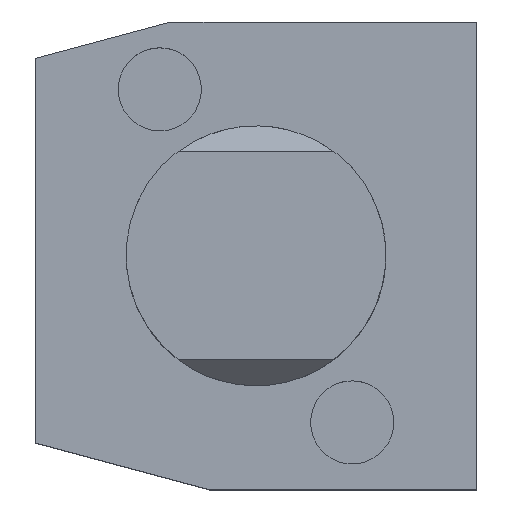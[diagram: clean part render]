
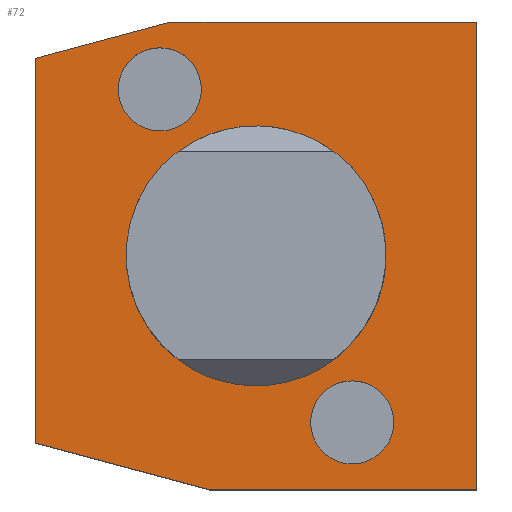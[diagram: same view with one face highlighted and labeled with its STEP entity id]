
A CAD part, top view. The second image highlights one B-rep face of the part: STEP entity #72.
In plain terms, the highlighted planar face has unit normal (0, 0, 1).
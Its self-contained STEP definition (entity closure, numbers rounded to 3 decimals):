
#42=FACE_BOUND('',#175,.T.);
#43=FACE_BOUND('',#176,.T.);
#44=FACE_BOUND('',#177,.T.);
#45=FACE_BOUND('',#178,.T.);
#49=CIRCLE('',#729,8.);
#51=CIRCLE('',#740,8.);
#52=CIRCLE('',#743,25.);
#72=ADVANCED_FACE('',(#42,#43,#44,#45),#106,.F.);
#106=PLANE('',#744);
#175=EDGE_LOOP('',(#426));
#176=EDGE_LOOP('',(#427));
#177=EDGE_LOOP('',(#428));
#178=EDGE_LOOP('',(#429,#430,#431,#432,#433,#434));
#199=LINE('',#956,#279);
#249=LINE('',#1073,#329);
#250=LINE('',#1075,#330);
#251=LINE('',#1077,#331);
#252=LINE('',#1079,#332);
#253=LINE('',#1081,#333);
#279=VECTOR('',#779,1.);
#329=VECTOR('',#871,1.);
#330=VECTOR('',#872,1.);
#331=VECTOR('',#873,1.);
#332=VECTOR('',#874,1.);
#333=VECTOR('',#875,1.);
#426=ORIENTED_EDGE('',*,*,#652,.F.);
#427=ORIENTED_EDGE('',*,*,#621,.F.);
#428=ORIENTED_EDGE('',*,*,#653,.T.);
#429=ORIENTED_EDGE('',*,*,#599,.F.);
#430=ORIENTED_EDGE('',*,*,#654,.F.);
#431=ORIENTED_EDGE('',*,*,#655,.F.);
#432=ORIENTED_EDGE('',*,*,#656,.F.);
#433=ORIENTED_EDGE('',*,*,#657,.F.);
#434=ORIENTED_EDGE('',*,*,#658,.F.);
#538=VERTEX_POINT('',#957);
#539=VERTEX_POINT('',#958);
#559=VERTEX_POINT('',#1005);
#582=VERTEX_POINT('',#1068);
#583=VERTEX_POINT('',#1072);
#584=VERTEX_POINT('',#1074);
#585=VERTEX_POINT('',#1076);
#586=VERTEX_POINT('',#1078);
#587=VERTEX_POINT('',#1080);
#599=EDGE_CURVE('',#538,#539,#199,.T.);
#621=EDGE_CURVE('',#559,#559,#49,.T.);
#652=EDGE_CURVE('',#582,#582,#51,.T.);
#653=EDGE_CURVE('',#583,#583,#52,.T.);
#654=EDGE_CURVE('',#584,#538,#249,.T.);
#655=EDGE_CURVE('',#585,#584,#250,.T.);
#656=EDGE_CURVE('',#586,#585,#251,.T.);
#657=EDGE_CURVE('',#587,#586,#252,.T.);
#658=EDGE_CURVE('',#539,#587,#253,.T.);
#729=AXIS2_PLACEMENT_3D('',#1004,#812,#813);
#740=AXIS2_PLACEMENT_3D('',#1067,#863,#864);
#743=AXIS2_PLACEMENT_3D('',#1071,#869,#870);
#744=AXIS2_PLACEMENT_3D('',#1082,#876,#877);
#779=DIRECTION('',(1.,0.,0.));
#812=DIRECTION('',(0.,0.,1.));
#813=DIRECTION('',(0.,-1.,0.));
#863=DIRECTION('',(0.,0.,1.));
#864=DIRECTION('',(0.,-1.,0.));
#869=DIRECTION('',(0.,0.,-1.));
#870=DIRECTION('',(1.,0.,0.));
#871=DIRECTION('',(0.966,0.259,0.));
#872=DIRECTION('',(0.,1.,0.));
#873=DIRECTION('',(-0.966,0.259,0.));
#874=DIRECTION('',(-1.,0.,0.));
#875=DIRECTION('',(0.,-1.,0.));
#876=DIRECTION('',(0.,0.,-1.));
#877=DIRECTION('',(-1.,0.,0.));
#956=CARTESIAN_POINT('',(-16.376,45.,0.));
#957=CARTESIAN_POINT('',(-16.376,45.,0.));
#958=CARTESIAN_POINT('',(42.5,45.,0.));
#1004=CARTESIAN_POINT('',(-18.5,32.043,0.));
#1005=CARTESIAN_POINT('',(-18.5,24.043,0.));
#1067=CARTESIAN_POINT('',(18.5,-32.043,0.));
#1068=CARTESIAN_POINT('',(18.5,-40.043,0.));
#1071=CARTESIAN_POINT('',(0.,0.,0.));
#1072=CARTESIAN_POINT('',(25.,0.,0.));
#1073=CARTESIAN_POINT('',(-42.5,38.,0.));
#1074=CARTESIAN_POINT('',(-42.5,38.,0.));
#1075=CARTESIAN_POINT('',(-42.5,-36.,0.));
#1076=CARTESIAN_POINT('',(-42.5,-36.,0.));
#1077=CARTESIAN_POINT('',(-8.912,-45.,0.));
#1078=CARTESIAN_POINT('',(-8.912,-45.,0.));
#1079=CARTESIAN_POINT('',(42.5,-45.,0.));
#1080=CARTESIAN_POINT('',(42.5,-45.,0.));
#1081=CARTESIAN_POINT('',(42.5,45.,0.));
#1082=CARTESIAN_POINT('',(42.5,45.,0.));
